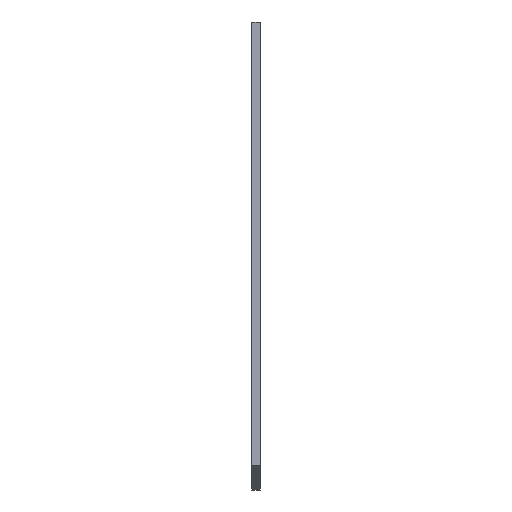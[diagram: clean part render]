
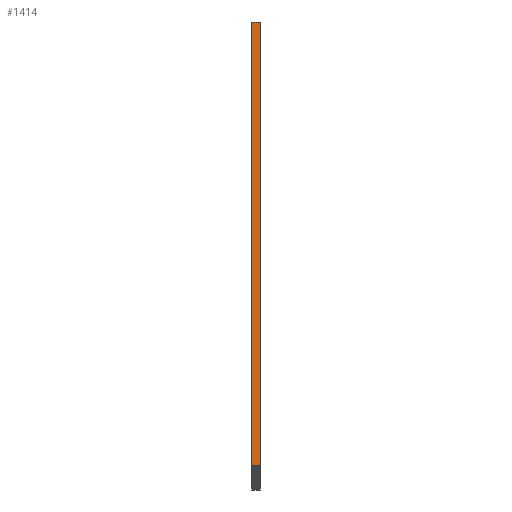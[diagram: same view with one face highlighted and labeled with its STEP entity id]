
A CAD part, left-side view. The second image highlights one B-rep face of the part: STEP entity #1414.
In plain terms, the highlighted planar face has unit normal (-1, 0, 0).
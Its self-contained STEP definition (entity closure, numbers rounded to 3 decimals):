
#65 = ORIENTED_EDGE ( 'NONE', *, *, #4188, .T. ) ;
#178 = FACE_OUTER_BOUND ( 'NONE', #3499, .T. ) ;
#183 = LINE ( 'NONE', #7652, #10176 ) ;
#1017 = VECTOR ( 'NONE', #5031, 1000. ) ;
#1414 = ADVANCED_FACE ( 'NONE', ( #178 ), #7045, .F. ) ;
#1855 = DIRECTION ( 'NONE',  ( 0., 0., 1. ) ) ;
#2182 = LINE ( 'NONE', #7231, #10367 ) ;
#2447 = LINE ( 'NONE', #5798, #1017 ) ;
#2697 = VERTEX_POINT ( 'NONE', #5449 ) ;
#2704 = DIRECTION ( 'NONE',  ( 1., 0., 0. ) ) ;
#2837 = VERTEX_POINT ( 'NONE', #5771 ) ;
#3086 = VERTEX_POINT ( 'NONE', #9220 ) ;
#3479 = DIRECTION ( 'NONE',  ( 0., -1., 0. ) ) ;
#3499 = EDGE_LOOP ( 'NONE', ( #65, #7016, #8362, #4158 ) ) ;
#3534 = EDGE_CURVE ( 'NONE', #2697, #3937, #183, .T. ) ;
#3607 = AXIS2_PLACEMENT_3D ( 'NONE', #10235, #2704, #9516 ) ;
#3937 = VERTEX_POINT ( 'NONE', #6712 ) ;
#4158 = ORIENTED_EDGE ( 'NONE', *, *, #7590, .T. ) ;
#4188 = EDGE_CURVE ( 'NONE', #3086, #3937, #7570, .T. ) ;
#4328 = CARTESIAN_POINT ( 'NONE',  ( -260., 0., 260. ) ) ;
#4762 = DIRECTION ( 'NONE',  ( 0., 0., 1. ) ) ;
#5031 = DIRECTION ( 'NONE',  ( 0., -1., 0. ) ) ;
#5449 = CARTESIAN_POINT ( 'NONE',  ( -260., 10., 280. ) ) ;
#5771 = CARTESIAN_POINT ( 'NONE',  ( -260., 10., -260. ) ) ;
#5798 = CARTESIAN_POINT ( 'NONE',  ( -260., 10., -260. ) ) ;
#6712 = CARTESIAN_POINT ( 'NONE',  ( -260., 0., 280. ) ) ;
#7016 = ORIENTED_EDGE ( 'NONE', *, *, #3534, .F. ) ;
#7045 = PLANE ( 'NONE',  #3607 ) ;
#7231 = CARTESIAN_POINT ( 'NONE',  ( -260., 10., -260. ) ) ;
#7570 = LINE ( 'NONE', #4328, #9908 ) ;
#7590 = EDGE_CURVE ( 'NONE', #2837, #3086, #2447, .T. ) ;
#7652 = CARTESIAN_POINT ( 'NONE',  ( -260., 10., 280. ) ) ;
#8362 = ORIENTED_EDGE ( 'NONE', *, *, #10732, .F. ) ;
#9220 = CARTESIAN_POINT ( 'NONE',  ( -260., 0., -260. ) ) ;
#9516 = DIRECTION ( 'NONE',  ( 0., 0., -1. ) ) ;
#9908 = VECTOR ( 'NONE', #1855, 1000. ) ;
#10176 = VECTOR ( 'NONE', #3479, 1000. ) ;
#10235 = CARTESIAN_POINT ( 'NONE',  ( -260., 10., 260. ) ) ;
#10367 = VECTOR ( 'NONE', #4762, 1000. ) ;
#10732 = EDGE_CURVE ( 'NONE', #2837, #2697, #2182, .T. ) ;
